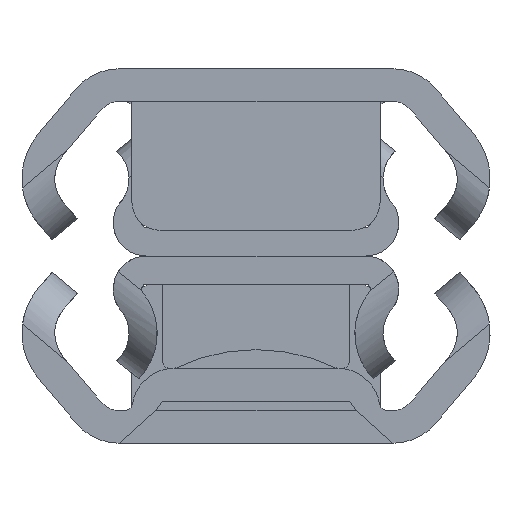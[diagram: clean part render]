
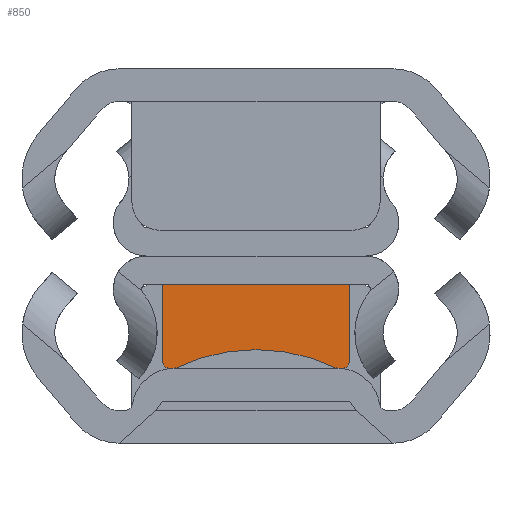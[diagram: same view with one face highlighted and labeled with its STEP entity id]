
A CAD part, left-side view. The second image highlights one B-rep face of the part: STEP entity #850.
In plain terms, the highlighted face is planar.
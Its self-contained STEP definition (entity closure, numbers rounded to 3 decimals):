
#180 = LINE ( 'NONE', #3463, #3406 ) ;
#266 = DIRECTION ( 'NONE',  ( 0., 0., 1. ) ) ;
#333 = ORIENTED_EDGE ( 'NONE', *, *, #1655, .T. ) ;
#366 = DIRECTION ( 'NONE',  ( 0., 1., 0. ) ) ;
#409 = CARTESIAN_POINT ( 'NONE',  ( -1.2, -4., -245.8 ) ) ;
#425 = CARTESIAN_POINT ( 'NONE',  ( -4.8, 3.464, -245.8 ) ) ;
#435 = EDGE_CURVE ( 'NONE', #640, #3883, #3069, .T. ) ;
#448 = LINE ( 'NONE', #1585, #3031 ) ;
#453 = ORIENTED_EDGE ( 'NONE', *, *, #2437, .F. ) ;
#499 = VERTEX_POINT ( 'NONE', #2163 ) ;
#597 = ORIENTED_EDGE ( 'NONE', *, *, #2319, .T. ) ;
#640 = VERTEX_POINT ( 'NONE', #425 ) ;
#737 = DIRECTION ( 'NONE',  ( 1., 0., 0. ) ) ;
#800 = AXIS2_PLACEMENT_3D ( 'NONE', #1690, #3175, #737 ) ;
#839 = VERTEX_POINT ( 'NONE', #409 ) ;
#850 = ADVANCED_FACE ( 'NONE', ( #3459 ), #1971, .T. ) ;
#987 = VECTOR ( 'NONE', #1571, 1000. ) ;
#1022 = DIRECTION ( 'NONE',  ( 1., 0., 0. ) ) ;
#1121 = VECTOR ( 'NONE', #366, 1000. ) ;
#1265 = CARTESIAN_POINT ( 'NONE',  ( -4.8, 0., -245.8 ) ) ;
#1364 = AXIS2_PLACEMENT_3D ( 'NONE', #3361, #1583, #1532 ) ;
#1392 = ORIENTED_EDGE ( 'NONE', *, *, #3769, .F. ) ;
#1519 = VERTEX_POINT ( 'NONE', #3408 ) ;
#1532 = DIRECTION ( 'NONE',  ( -1., 0., 0. ) ) ;
#1571 = DIRECTION ( 'NONE',  ( 0., -1., 0. ) ) ;
#1583 = DIRECTION ( 'NONE',  ( 0., 0., -1. ) ) ;
#1585 = CARTESIAN_POINT ( 'NONE',  ( -1.2, 4., -245.8 ) ) ;
#1627 = VECTOR ( 'NONE', #2297, 1000. ) ;
#1655 = EDGE_CURVE ( 'NONE', #499, #1519, #3346, .T. ) ;
#1690 = CARTESIAN_POINT ( 'NONE',  ( 0., 0., -245.8 ) ) ;
#1918 = EDGE_CURVE ( 'NONE', #499, #3159, #448, .T. ) ;
#1971 = PLANE ( 'NONE',  #800 ) ;
#1979 = CARTESIAN_POINT ( 'NONE',  ( -4.5, -4., -245.8 ) ) ;
#2016 = CARTESIAN_POINT ( 'NONE',  ( -4.8, 0., -245.8 ) ) ;
#2163 = CARTESIAN_POINT ( 'NONE',  ( -4.5, 4., -245.8 ) ) ;
#2244 = CARTESIAN_POINT ( 'NONE',  ( -4.8, -3.464, -245.8 ) ) ;
#2297 = DIRECTION ( 'NONE',  ( 0., 1., 0. ) ) ;
#2311 = ORIENTED_EDGE ( 'NONE', *, *, #1918, .F. ) ;
#2319 = EDGE_CURVE ( 'NONE', #3149, #2990, #3542, .T. ) ;
#2382 = EDGE_CURVE ( 'NONE', #839, #2990, #180, .T. ) ;
#2421 = CARTESIAN_POINT ( 'NONE',  ( -4.5, -3.7, -245.8 ) ) ;
#2437 = EDGE_CURVE ( 'NONE', #640, #1519, #3388, .T. ) ;
#2443 = LINE ( 'NONE', #3055, #987 ) ;
#2452 = AXIS2_PLACEMENT_3D ( 'NONE', #3204, #2615, #3570 ) ;
#2611 = DIRECTION ( 'NONE',  ( -1., 0., 0. ) ) ;
#2615 = DIRECTION ( 'NONE',  ( 0., 0., 1. ) ) ;
#2648 = AXIS2_PLACEMENT_3D ( 'NONE', #2421, #266, #3619 ) ;
#2750 = CARTESIAN_POINT ( 'NONE',  ( -1.2, 4., -245.8 ) ) ;
#2803 = ORIENTED_EDGE ( 'NONE', *, *, #435, .T. ) ;
#2902 = ORIENTED_EDGE ( 'NONE', *, *, #3796, .F. ) ;
#2964 = ORIENTED_EDGE ( 'NONE', *, *, #2382, .F. ) ;
#2990 = VERTEX_POINT ( 'NONE', #1979 ) ;
#3031 = VECTOR ( 'NONE', #1022, 1000. ) ;
#3048 = CARTESIAN_POINT ( 'NONE',  ( -4.8, -3.7, -245.8 ) ) ;
#3055 = CARTESIAN_POINT ( 'NONE',  ( -1.2, 0., -245.8 ) ) ;
#3069 = CIRCLE ( 'NONE', #1364, 7.9 ) ;
#3149 = VERTEX_POINT ( 'NONE', #3048 ) ;
#3159 = VERTEX_POINT ( 'NONE', #2750 ) ;
#3162 = EDGE_LOOP ( 'NONE', ( #2902, #597, #2964, #1392, #2311, #333, #453, #2803 ) ) ;
#3175 = DIRECTION ( 'NONE',  ( 0., 0., 1. ) ) ;
#3204 = CARTESIAN_POINT ( 'NONE',  ( -4.5, 3.7, -245.8 ) ) ;
#3346 = CIRCLE ( 'NONE', #2452, 0.3 ) ;
#3361 = CARTESIAN_POINT ( 'NONE',  ( -11.9, 0., -245.8 ) ) ;
#3388 = LINE ( 'NONE', #2016, #1627 ) ;
#3406 = VECTOR ( 'NONE', #2611, 1000. ) ;
#3408 = CARTESIAN_POINT ( 'NONE',  ( -4.8, 3.7, -245.8 ) ) ;
#3459 = FACE_OUTER_BOUND ( 'NONE', #3162, .T. ) ;
#3463 = CARTESIAN_POINT ( 'NONE',  ( -4.8, -4., -245.8 ) ) ;
#3542 = CIRCLE ( 'NONE', #2648, 0.3 ) ;
#3570 = DIRECTION ( 'NONE',  ( 1., 0., 0. ) ) ;
#3619 = DIRECTION ( 'NONE',  ( 1., 0., 0. ) ) ;
#3661 = LINE ( 'NONE', #1265, #1121 ) ;
#3769 = EDGE_CURVE ( 'NONE', #3159, #839, #2443, .T. ) ;
#3796 = EDGE_CURVE ( 'NONE', #3149, #3883, #3661, .T. ) ;
#3883 = VERTEX_POINT ( 'NONE', #2244 ) ;
